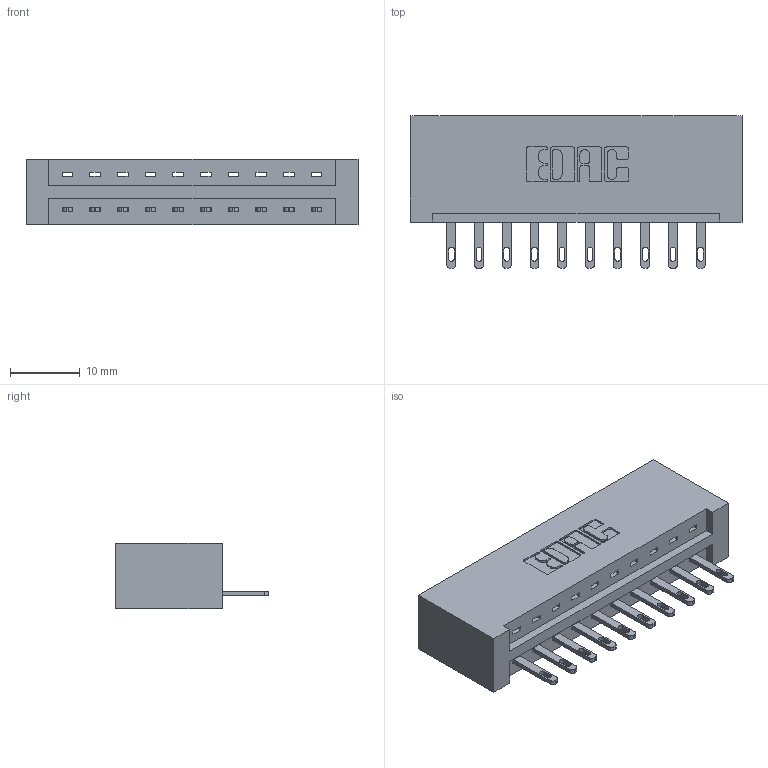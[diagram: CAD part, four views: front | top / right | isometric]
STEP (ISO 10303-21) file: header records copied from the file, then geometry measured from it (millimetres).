
FILE_DESCRIPTION (( 'STEP AP203' ), '1' );
FILE_NAME ('337-010-500-101.STEP', '2019-09-27T20:47:02', ( '' ), ( '' ), 'SwSTEP 2.0', 'SolidWorks 2016', '' );
FILE_SCHEMA (( 'CONFIG_CONTROL_DESIGN' ));
Length unit declared in the file: inch
Products named in the file (3): 345-292-001_345-293-100; 337-010-500-101; 337 Part_No Mounting Lugs
Assembly tree (11 placements, depth 2):
  337-010-500-101
    337 Part_No Mounting Lugs
    345-292-001_345-293-100  x10
Bounding box: 47.5 x 21.85 x 9.4 mm (x, y, z)
Volume: 5281.1 mm3; surface area: 5284.4 mm2
Topology: 11 solids, 11 shells, 686 faces, 2087 edges, 1390 vertices
Faces by surface type: plane 466, cylinder 220
Entity records: 11225 total; most frequent: CARTESIAN_POINT 1960, ORIENTED_EDGE 1906, DIRECTION 1709, EDGE_CURVE 953, VECTOR 829, LINE 829, VERTEX_POINT 634, AXIS2_PLACEMENT_3D 440
